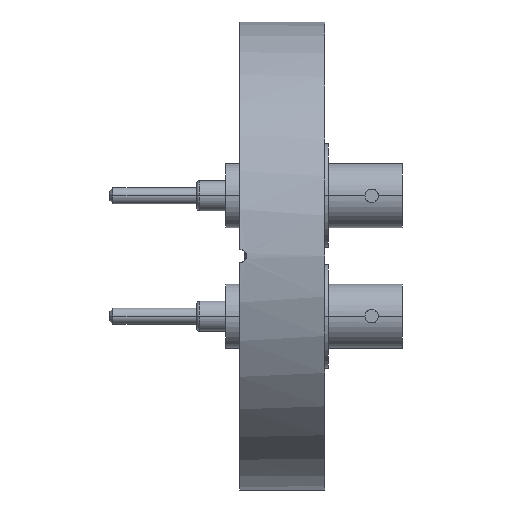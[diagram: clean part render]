
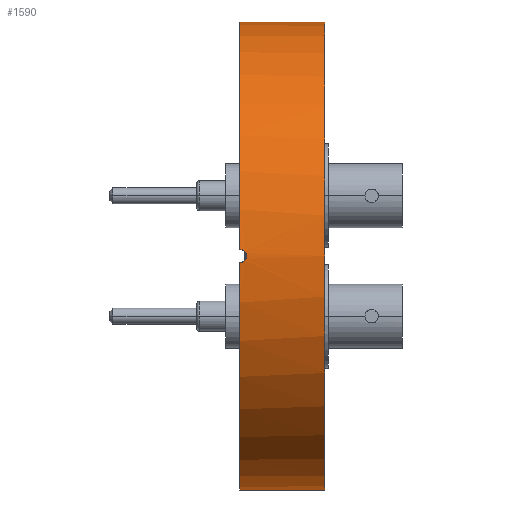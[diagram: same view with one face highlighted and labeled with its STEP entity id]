
A CAD part, left-side view. The second image highlights one B-rep face of the part: STEP entity #1590.
In plain terms, the highlighted cylindrical face has radius 34.95 mm (diameter 69.9 mm), a partial arc.
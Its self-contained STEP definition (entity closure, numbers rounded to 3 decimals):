
#10 = CARTESIAN_POINT ( 'NONE',  ( 0., -12.7, -34.95 ) ) ;
#38 = CIRCLE ( 'NONE', #681, 34.95 ) ;
#58 = VECTOR ( 'NONE', #184, 1000. ) ;
#139 = CARTESIAN_POINT ( 'NONE',  ( 0., -12.7, 34.95 ) ) ;
#171 = VERTEX_POINT ( 'NONE', #2205 ) ;
#184 = DIRECTION ( 'NONE',  ( 0., 1., 0. ) ) ;
#387 = ORIENTED_EDGE ( 'NONE', *, *, #1465, .F. ) ;
#411 = LINE ( 'NONE', #1058, #582 ) ;
#458 = DIRECTION ( 'NONE',  ( 0., 1., 0. ) ) ;
#460 = ORIENTED_EDGE ( 'NONE', *, *, #1616, .F. ) ;
#501 = VERTEX_POINT ( 'NONE', #10 ) ;
#582 = VECTOR ( 'NONE', #854, 1000. ) ;
#600 = CIRCLE ( 'NONE', #2611, 34.95 ) ;
#604 = EDGE_CURVE ( 'NONE', #1196, #662, #625, .T. ) ;
#625 = LINE ( 'NONE', #1499, #58 ) ;
#628 = CIRCLE ( 'NONE', #1497, 34.95 ) ;
#651 = ORIENTED_EDGE ( 'NONE', *, *, #2424, .T. ) ;
#662 = VERTEX_POINT ( 'NONE', #2755 ) ;
#681 = AXIS2_PLACEMENT_3D ( 'NONE', #1722, #458, #844 ) ;
#777 = CARTESIAN_POINT ( 'NONE',  ( -34.936, 0., -1. ) ) ;
#793 = CARTESIAN_POINT ( 'NONE',  ( -34.936, -0.132, 1. ) ) ;
#844 = DIRECTION ( 'NONE',  ( 0., 0., 1. ) ) ;
#854 = DIRECTION ( 'NONE',  ( 0., 1., 0. ) ) ;
#866 = CARTESIAN_POINT ( 'NONE',  ( 0., 0., 0. ) ) ;
#981 = CARTESIAN_POINT ( 'NONE',  ( -34.936, 0., -1. ) ) ;
#1058 = CARTESIAN_POINT ( 'NONE',  ( 0., -12.7, -34.95 ) ) ;
#1059 = EDGE_CURVE ( 'NONE', #171, #1198, #1880, .T. ) ;
#1060 = ORIENTED_EDGE ( 'NONE', *, *, #604, .T. ) ;
#1196 = VERTEX_POINT ( 'NONE', #139 ) ;
#1198 = VERTEX_POINT ( 'NONE', #981 ) ;
#1212 = CARTESIAN_POINT ( 'NONE',  ( -34.95, -1., -0.13 ) ) ;
#1225 = CARTESIAN_POINT ( 'NONE',  ( -34.949, -0.974, -0.261 ) ) ;
#1244 = CARTESIAN_POINT ( 'NONE',  ( -34.95, -1., 0.131 ) ) ;
#1280 = FACE_OUTER_BOUND ( 'NONE', #2651, .T. ) ;
#1359 = EDGE_CURVE ( 'NONE', #2228, #1198, #600, .T. ) ;
#1459 = CARTESIAN_POINT ( 'NONE',  ( -34.945, -0.799, 0.615 ) ) ;
#1465 = EDGE_CURVE ( 'NONE', #501, #2228, #411, .T. ) ;
#1497 = AXIS2_PLACEMENT_3D ( 'NONE', #866, #2619, #2137 ) ;
#1499 = CARTESIAN_POINT ( 'NONE',  ( 0., -12.7, 34.95 ) ) ;
#1590 = ADVANCED_FACE ( 'NONE', ( #1280 ), #1729, .T. ) ;
#1616 = EDGE_CURVE ( 'NONE', #171, #662, #628, .T. ) ;
#1649 = CARTESIAN_POINT ( 'NONE',  ( -34.947, -0.874, 0.503 ) ) ;
#1720 = DIRECTION ( 'NONE',  ( 0., 0., 1. ) ) ;
#1722 = CARTESIAN_POINT ( 'NONE',  ( 0., -12.7, 0. ) ) ;
#1729 = CYLINDRICAL_SURFACE ( 'NONE', #2366, 34.95 ) ;
#1862 = CARTESIAN_POINT ( 'NONE',  ( -34.939, -0.504, 0.874 ) ) ;
#1877 = CARTESIAN_POINT ( 'NONE',  ( -34.945, -0.801, -0.613 ) ) ;
#1880 = B_SPLINE_CURVE_WITH_KNOTS ( 'NONE', 3,
 ( #2769, #793, #2314, #1862, #2752, #1459, #1649, #2294, #1244, #1212, #1225, #2101, #1877, #2085, #2734, #777 ),
 .UNSPECIFIED., .F., .F.,
 ( 4, 2, 2, 2, 2, 2, 2, 4 ),
 ( 0., 0., 0.001, 0.001, 0.002, 0.002, 0.002, 0.003 ),
 .UNSPECIFIED. ) ;
#1933 = CARTESIAN_POINT ( 'NONE',  ( 0., 0., 0. ) ) ;
#1975 = DIRECTION ( 'NONE',  ( 0., 0., 1. ) ) ;
#2085 = CARTESIAN_POINT ( 'NONE',  ( -34.939, -0.521, -0.893 ) ) ;
#2101 = CARTESIAN_POINT ( 'NONE',  ( -34.947, -0.874, -0.503 ) ) ;
#2102 = ORIENTED_EDGE ( 'NONE', *, *, #1359, .F. ) ;
#2130 = ORIENTED_EDGE ( 'NONE', *, *, #1059, .T. ) ;
#2137 = DIRECTION ( 'NONE',  ( 0., 0., 1. ) ) ;
#2205 = CARTESIAN_POINT ( 'NONE',  ( -34.936, 0., 1. ) ) ;
#2228 = VERTEX_POINT ( 'NONE', #2537 ) ;
#2294 = CARTESIAN_POINT ( 'NONE',  ( -34.949, -0.974, 0.263 ) ) ;
#2314 = CARTESIAN_POINT ( 'NONE',  ( -34.936, -0.262, 0.974 ) ) ;
#2366 = AXIS2_PLACEMENT_3D ( 'NONE', #2392, #2795, #1975 ) ;
#2392 = CARTESIAN_POINT ( 'NONE',  ( 0., -12.7, 0. ) ) ;
#2424 = EDGE_CURVE ( 'NONE', #501, #1196, #38, .T. ) ;
#2537 = CARTESIAN_POINT ( 'NONE',  ( 0., 0., -34.95 ) ) ;
#2611 = AXIS2_PLACEMENT_3D ( 'NONE', #1933, #2811, #1720 ) ;
#2619 = DIRECTION ( 'NONE',  ( 0., 1., 0. ) ) ;
#2651 = EDGE_LOOP ( 'NONE', ( #387, #651, #1060, #460, #2130, #2102 ) ) ;
#2734 = CARTESIAN_POINT ( 'NONE',  ( -34.936, -0.264, -1. ) ) ;
#2752 = CARTESIAN_POINT ( 'NONE',  ( -34.941, -0.615, 0.799 ) ) ;
#2755 = CARTESIAN_POINT ( 'NONE',  ( 0., 0., 34.95 ) ) ;
#2769 = CARTESIAN_POINT ( 'NONE',  ( -34.936, 0., 1. ) ) ;
#2795 = DIRECTION ( 'NONE',  ( 0., 1., 0. ) ) ;
#2811 = DIRECTION ( 'NONE',  ( 0., 1., 0. ) ) ;
